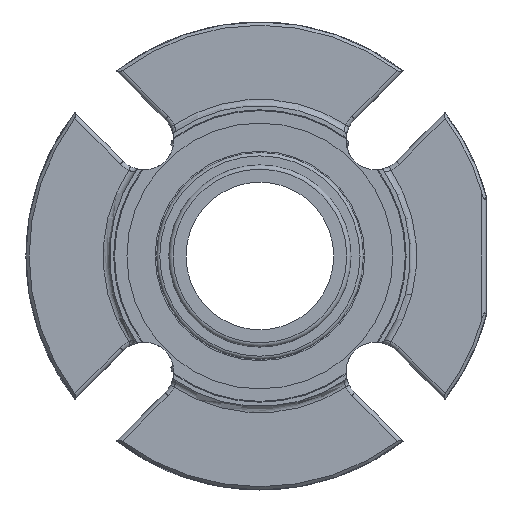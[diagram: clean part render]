
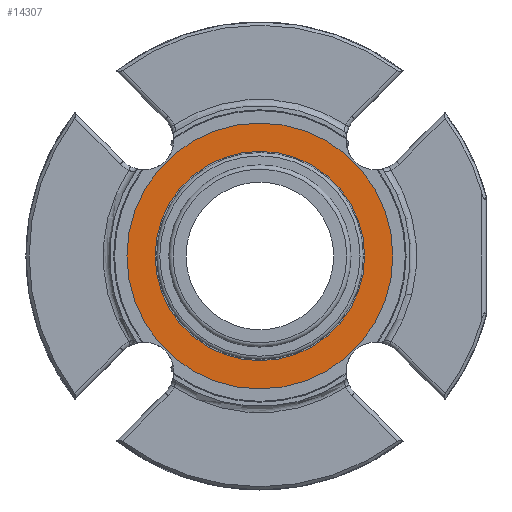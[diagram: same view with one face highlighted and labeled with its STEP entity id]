
A CAD part, left-side view. The second image highlights one B-rep face of the part: STEP entity #14307.
In plain terms, the highlighted planar face has unit normal (-1, 0, 0).
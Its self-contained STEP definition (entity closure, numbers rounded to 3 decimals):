
#1969=PLANE('',#15353);
#4910=ORIENTED_EDGE('',*,*,#6394,.T.);
#4911=ORIENTED_EDGE('',*,*,#6393,.F.);
#6393=EDGE_CURVE('',#7353,#7353,#7852,.F.);
#6394=EDGE_CURVE('',#7354,#7354,#7853,.T.);
#7353=VERTEX_POINT('',#25343);
#7354=VERTEX_POINT('',#25346);
#7852=CIRCLE('',#15352,24.803);
#7853=CIRCLE('',#15354,31.5);
#8551=EDGE_LOOP('',(#4910));
#8552=EDGE_LOOP('',(#4911));
#9258=FACE_BOUND('',#8551,.T.);
#9259=FACE_BOUND('',#8552,.T.);
#14307=ADVANCED_FACE('',(#9258,#9259),#1969,.F.);
#15352=AXIS2_PLACEMENT_3D('',#25342,#17960,#17961);
#15353=AXIS2_PLACEMENT_3D('',#25344,#17962,#17963);
#15354=AXIS2_PLACEMENT_3D('',#25345,#17964,#17965);
#17960=DIRECTION('',(1.,0.,0.));
#17961=DIRECTION('',(0.,1.,0.));
#17962=DIRECTION('',(1.,0.,0.));
#17963=DIRECTION('',(0.,0.,1.));
#17964=DIRECTION('',(-1.,0.,0.));
#17965=DIRECTION('',(0.,0.,-1.));
#25342=CARTESIAN_POINT('',(-0.508,0.,0.));
#25343=CARTESIAN_POINT('',(-0.508,24.803,0.));
#25344=CARTESIAN_POINT('',(-0.508,0.,-31.5));
#25345=CARTESIAN_POINT('',(-0.508,0.,0.));
#25346=CARTESIAN_POINT('',(-0.508,0.,-31.5));
